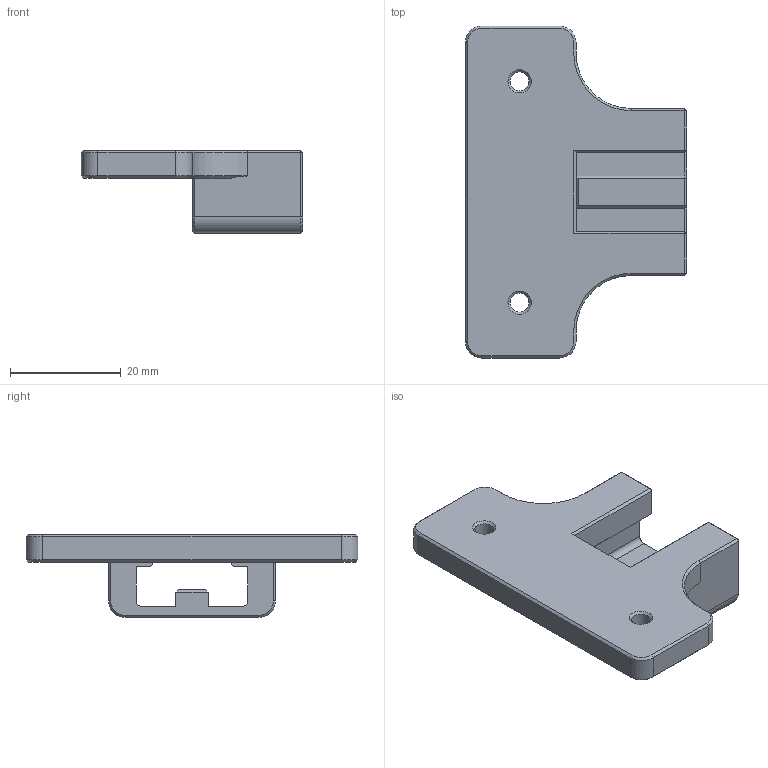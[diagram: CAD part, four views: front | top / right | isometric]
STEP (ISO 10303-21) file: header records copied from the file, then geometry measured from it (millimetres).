
FILE_DESCRIPTION(/* description */ (''),/* implementation_level */ '2;1');
FILE_NAME(/* name */ 'Doom 300 2020 Mounting Block v2.step',/* time_stamp */ '2022-12-18T19:11:53-05:00',/* author */ (''),/* organization */ (''),/* preprocessor_version */ 'ST-DEVELOPER v19',/* originating_system */ 'Autodesk Translation Framework v11.7.0.108',/* authorisation */ '');
FILE_SCHEMA (('AUTOMOTIVE_DESIGN { 1 0 10303 214 3 1 1 }'));
Length unit declared in the file: millimetre
Products named in the file (1): Doom 300 2020 Mounting Block
Bounding box: 40 x 60 x 15 mm (x, y, z)
Volume: 10817.2 mm3; surface area: 6053.3 mm2
Topology: 1 solids, 1 shells, 106 faces, 248 edges, 142 vertices
Faces by surface type: plane 72, cone 22, cylinder 12
Full cylindrical faces by diameter (mm): 3.4 x2
Entity records: 2961 total; most frequent: DIRECTION 506, CARTESIAN_POINT 501, ORIENTED_EDGE 496, EDGE_CURVE 248, LINE 200, VECTOR 200, AXIS2_PLACEMENT_3D 153, VERTEX_POINT 142
